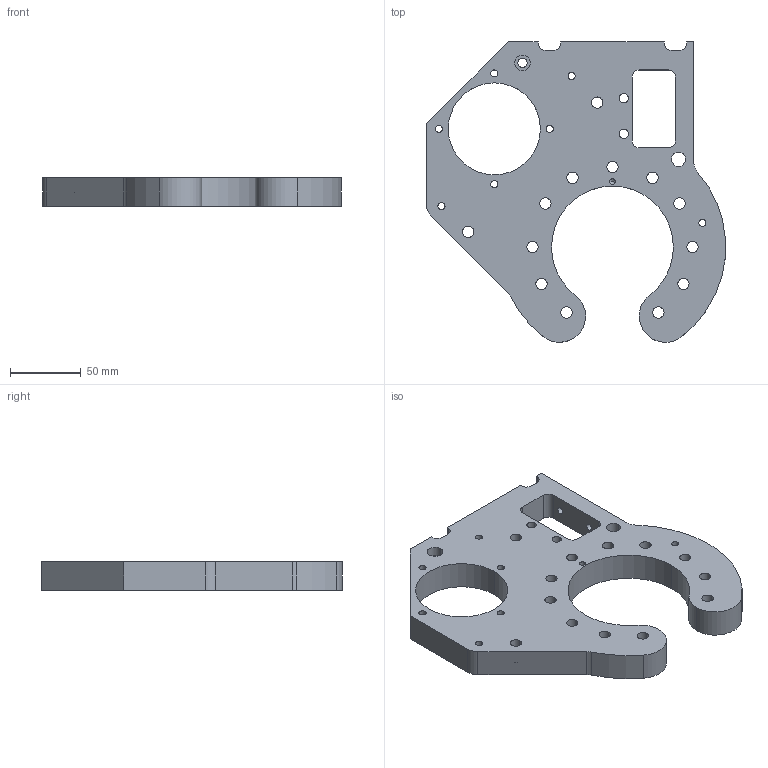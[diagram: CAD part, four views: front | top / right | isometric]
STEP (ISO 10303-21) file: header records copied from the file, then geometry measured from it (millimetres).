
FILE_DESCRIPTION (( 'STEP AP214' ), '1' );
FILE_NAME ('515-101845.STEP', '2017-06-21T09:33:03', ( 'PC' ), ( 'Microsoft' ), 'SwSTEP 2.0', 'SolidWorks 2013', '' );
FILE_SCHEMA (( 'AUTOMOTIVE_DESIGN' ));
Length unit declared in the file: millimetre
Products named in the file (1): 515-101845
Bounding box: 211.12 x 212.28 x 20 mm (x, y, z)
Volume: 420334.9 mm3; surface area: 89529.3 mm2
Topology: 1 solids, 1 shells, 162 faces, 424 edges, 271 vertices
Faces by surface type: cylinder 115, plane 33, cone 14
Entity records: 5376 total; most frequent: DIRECTION 966, CARTESIAN_POINT 844, ORIENTED_EDGE 820, EDGE_CURVE 410, AXIS2_PLACEMENT_3D 393, VERTEX_POINT 271, EDGE_LOOP 239, CIRCLE 230
